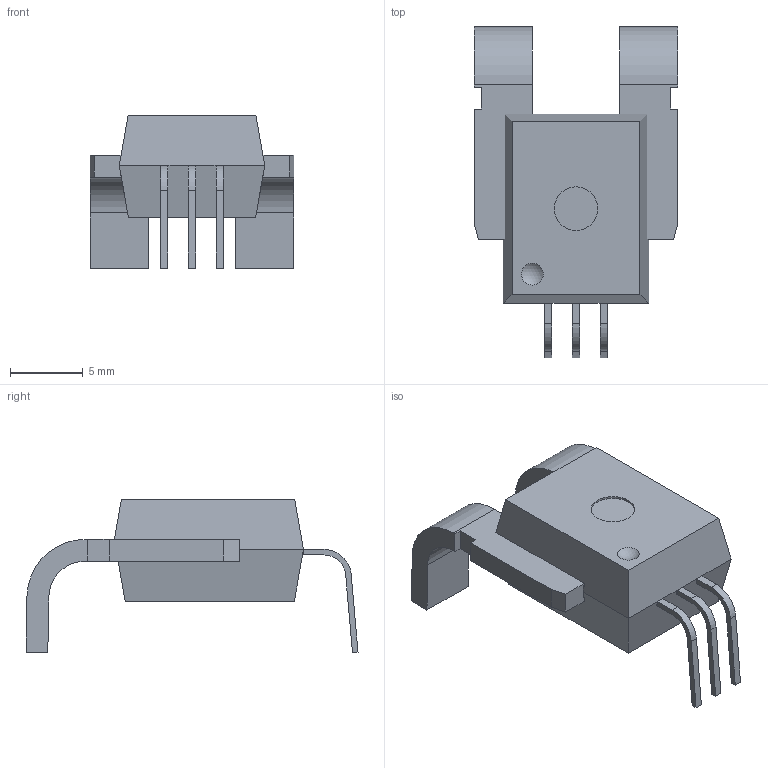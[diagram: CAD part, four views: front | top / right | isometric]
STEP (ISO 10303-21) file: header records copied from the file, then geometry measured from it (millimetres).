
FILE_DESCRIPTION( ( '' ), ' ' );
FILE_NAME( '5b8954c9c3edb90b802b1917.step', '2018-08-31T14:46:33', ( '' ), ( '' ), ' ', ' ', ' ' );
FILE_SCHEMA( ( 'AUTOMOTIVE_DESIGN { 1 0 10303 214 1 1 1 1 }' ) );
Length unit declared in the file: metre
Products named in the file (6): Open CASCADE STEP translator 6.8 2; Open CASCADE STEP translator 6.8 1
Bounding box: 14 x 22.82 x 10.53 mm (x, y, z)
Volume: 998 mm3; surface area: 957.4 mm2
Topology: 6 solids, 6 shells, 103 faces, 251 edges, 163 vertices
Faces by surface type: plane 90, cylinder 12, sphere 1
Full cylindrical faces by diameter (mm): 3 x2
Entity records: 5091 total; most frequent: CARTESIAN_POINT 521, ORIENTED_EDGE 498, DIRECTION 492, STYLED_ITEM 352, PRESENTATION_STYLE_ASSIGNMENT 352, COLOUR_RGB 352, EDGE_CURVE 249, CURVE_STYLE 249
